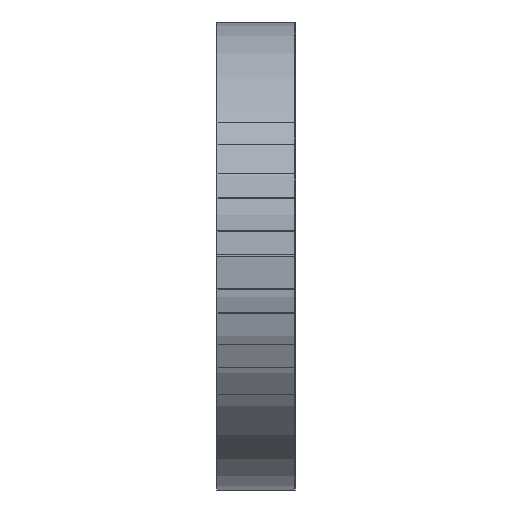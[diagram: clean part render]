
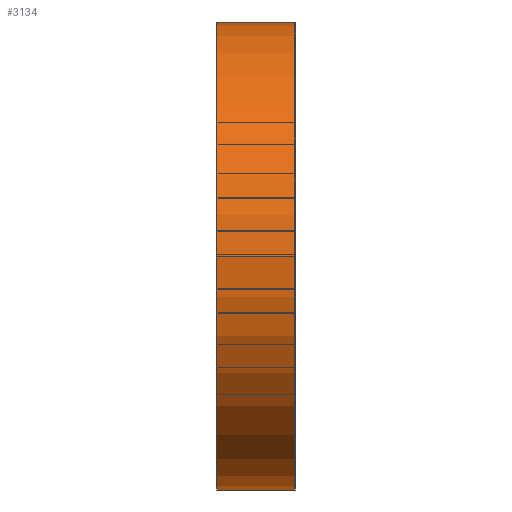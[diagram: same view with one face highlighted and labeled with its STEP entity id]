
A CAD part, left-side view. The second image highlights one B-rep face of the part: STEP entity #3134.
In plain terms, the highlighted cylindrical face has radius 38.1 mm (diameter 76.2 mm), a partial arc.
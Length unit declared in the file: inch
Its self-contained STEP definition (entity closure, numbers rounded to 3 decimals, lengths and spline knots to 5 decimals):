
#176 = CARTESIAN_POINT ( 'NONE',  ( -9.55006, 0., 0. ) ) ;
#792 = CARTESIAN_POINT ( 'NONE',  ( -9.55006, 0.5, -1.5 ) ) ;
#2041 = DIRECTION ( 'NONE',  ( 0., 0., 1. ) ) ;
#2558 = DIRECTION ( 'NONE',  ( 0., 0., 1. ) ) ;
#3134 = ADVANCED_FACE ( 'NONE', ( #22992 ), #3880, .T. ) ;
#3880 = CYLINDRICAL_SURFACE ( 'NONE', #4493, 1.5 ) ;
#4249 = EDGE_CURVE ( 'NONE', #5519, #5976, #16146, .T. ) ;
#4493 = AXIS2_PLACEMENT_3D ( 'NONE', #20082, #12862, #17669 ) ;
#4792 = ORIENTED_EDGE ( 'NONE', *, *, #9906, .F. ) ;
#5519 = VERTEX_POINT ( 'NONE', #29281 ) ;
#5976 = VERTEX_POINT ( 'NONE', #21615 ) ;
#7774 = ORIENTED_EDGE ( 'NONE', *, *, #4249, .F. ) ;
#9176 = ORIENTED_EDGE ( 'NONE', *, *, #17677, .T. ) ;
#9906 = EDGE_CURVE ( 'NONE', #25417, #5519, #30894, .T. ) ;
#10254 = AXIS2_PLACEMENT_3D ( 'NONE', #30753, #16389, #2041 ) ;
#12862 = DIRECTION ( 'NONE',  ( 0., -1., 0. ) ) ;
#12933 = CIRCLE ( 'NONE', #20924, 1.5 ) ;
#14018 = VECTOR ( 'NONE', #15118, 39.37008 ) ;
#14220 = DIRECTION ( 'NONE',  ( 0., -1., 0. ) ) ;
#14893 = EDGE_LOOP ( 'NONE', ( #18184, #7774, #4792, #9176 ) ) ;
#15118 = DIRECTION ( 'NONE',  ( 0., -1., 0. ) ) ;
#16146 = LINE ( 'NONE', #28589, #30404 ) ;
#16389 = DIRECTION ( 'NONE',  ( 0., 1., 0. ) ) ;
#16904 = DIRECTION ( 'NONE',  ( 0., 1., 0. ) ) ;
#17669 = DIRECTION ( 'NONE',  ( 0., 0., -1. ) ) ;
#17677 = EDGE_CURVE ( 'NONE', #25417, #21048, #20407, .T. ) ;
#18184 = ORIENTED_EDGE ( 'NONE', *, *, #24335, .T. ) ;
#20082 = CARTESIAN_POINT ( 'NONE',  ( -9.55006, 0.5, 0. ) ) ;
#20407 = LINE ( 'NONE', #792, #14018 ) ;
#20924 = AXIS2_PLACEMENT_3D ( 'NONE', #176, #16904, #2558 ) ;
#21048 = VERTEX_POINT ( 'NONE', #23101 ) ;
#21615 = CARTESIAN_POINT ( 'NONE',  ( -9.55006, 0., 1.5 ) ) ;
#22992 = FACE_OUTER_BOUND ( 'NONE', #14893, .T. ) ;
#23101 = CARTESIAN_POINT ( 'NONE',  ( -9.55006, 0., -1.5 ) ) ;
#24335 = EDGE_CURVE ( 'NONE', #21048, #5976, #12933, .T. ) ;
#25417 = VERTEX_POINT ( 'NONE', #29186 ) ;
#28589 = CARTESIAN_POINT ( 'NONE',  ( -9.55006, 0.5, 1.5 ) ) ;
#29186 = CARTESIAN_POINT ( 'NONE',  ( -9.55006, 0.5, -1.5 ) ) ;
#29281 = CARTESIAN_POINT ( 'NONE',  ( -9.55006, 0.5, 1.5 ) ) ;
#30404 = VECTOR ( 'NONE', #14220, 39.37008 ) ;
#30753 = CARTESIAN_POINT ( 'NONE',  ( -9.55006, 0.5, 0. ) ) ;
#30894 = CIRCLE ( 'NONE', #10254, 1.5 ) ;
